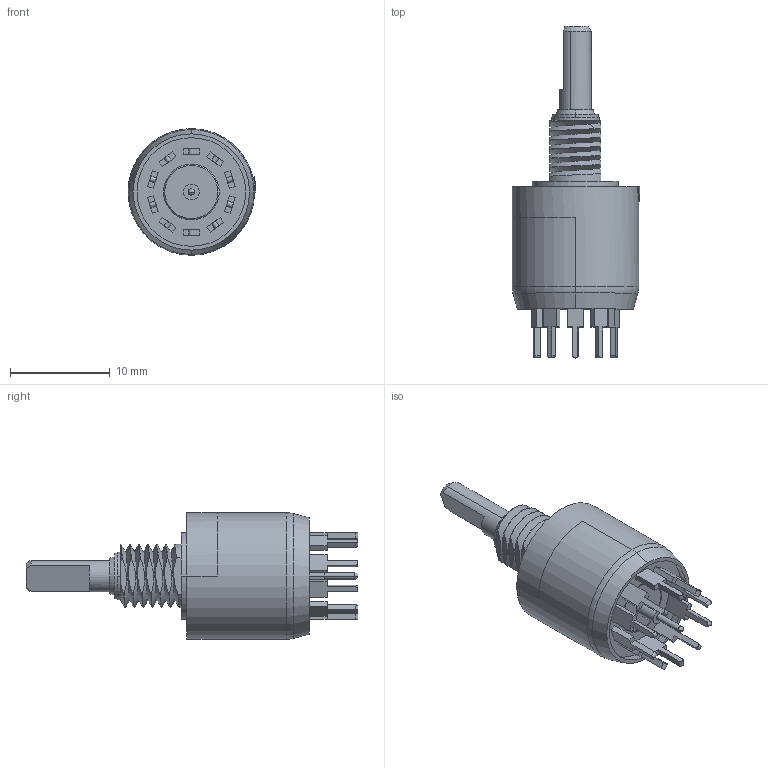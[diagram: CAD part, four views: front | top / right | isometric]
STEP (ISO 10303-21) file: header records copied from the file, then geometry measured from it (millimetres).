
FILE_DESCRIPTION((''),'2;1');
FILE_NAME('50SPT36-01-1-XXX','2011-05-13T',('Administrator'),(''),'PRO/ENGINEER BY PARAMETRIC TECHNOLOGY CORPORATION, 2006200','PRO/ENGINEER BY PARAMETRIC TECHNOLOGY CORPORATION, 2006200','');
FILE_SCHEMA(('CONFIG_CONTROL_DESIGN'));
Length unit declared in the file: inch
Products named in the file (1): 50SPT36-01-1-XXX
Bounding box: 12.83 x 33.3 x 12.7 mm (x, y, z)
Volume: 914.2 mm3; surface area: 2380.1 mm2
Topology: 2 solids, 2 shells, 794 faces, 2211 edges, 1464 vertices
Faces by surface type: plane 663, cylinder 99, cone 17, bspline 7, torus 6, sphere 2
Entity records: 32874 total; most frequent: CARTESIAN_POINT 7266, ORIENTED_EDGE 4418, DIRECTION 3937, EDGE_CURVE 2209, VECTOR 1893, LINE 1893, VERTEX_POINT 1464, AXIS2_PLACEMENT_3D 1022
